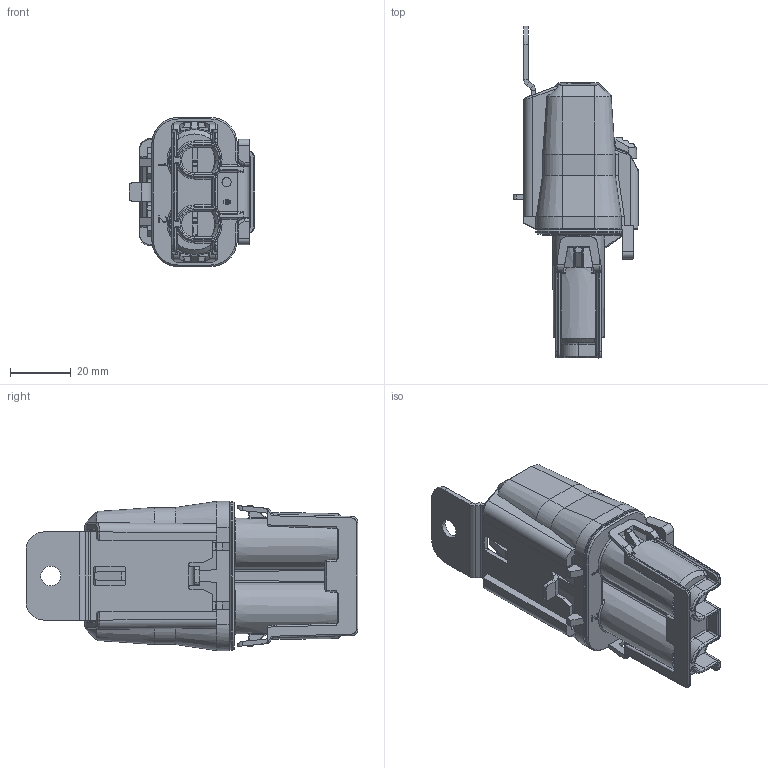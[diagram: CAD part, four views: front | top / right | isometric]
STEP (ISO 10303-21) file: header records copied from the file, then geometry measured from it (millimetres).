
FILE_DESCRIPTION((''),'2;1');
FILE_NAME('FRH-MAXI_PDM_SERIES_A_NCF_ASM','2025-01-10T14:07:12',('20077268'),(''),'CREO PARAMETRIC BY PTC INC, 2024014','CREO PARAMETRIC BY PTC INC, 2024014','');
FILE_SCHEMA(('CONFIG_CONTROL_DESIGN'));
Products named in the file (13): PC26-2001A-B001_SALES_NCF; PC14-2001A-B015_INST; PC42-2007A-B001_SALES_NCF_ASM; SC42-2007A-B001_NCF_ASM; PC27-2001A-B001_NCF; SC27-2001A-B001_NCF_ASM; C19-1002-AX_NCF; FRH-A12-MB-A1_ASM; C38-1007_NCF; PDM-TT4_NCF_ASM; C38-1027_NCF; FRH-A-CPA_NCF_ASM; FRH-MAXI_PDM_SERIES_A_NCF_ASM
Assembly tree (12 placements, depth 4):
  FRH-MAXI_PDM_SERIES_A_NCF_ASM
    SC42-2007A-B001_NCF_ASM
      PC42-2007A-B001_SALES_NCF_ASM
        PC26-2001A-B001_SALES_NCF
        PC14-2001A-B015_INST
    SC27-2001A-B001_NCF_ASM
      PC27-2001A-B001_NCF
    FRH-A12-MB-A1_ASM
      C19-1002-AX_NCF
    PDM-TT4_NCF_ASM
      C38-1007_NCF
    FRH-A-CPA_NCF_ASM
      C38-1027_NCF
Bounding box: 41.3 x 108.98 x 49 mm (x, y, z)
Volume: 48235.3 mm3; surface area: 50224.5 mm2
Topology: 6 solids, 6 shells, 2349 faces, 5670 edges, 3349 vertices
Faces by surface type: plane 903, cylinder 694, cone 277, bspline 206, torus 174, sphere 88, extrusion 7
Entity records: 78097 total; most frequent: CARTESIAN_POINT 24718, ORIENTED_EDGE 11324, DIRECTION 10847, EDGE_CURVE 5662, AXIS2_PLACEMENT_3D 3878, VERTEX_POINT 3349, VECTOR 3091, LINE 3084
